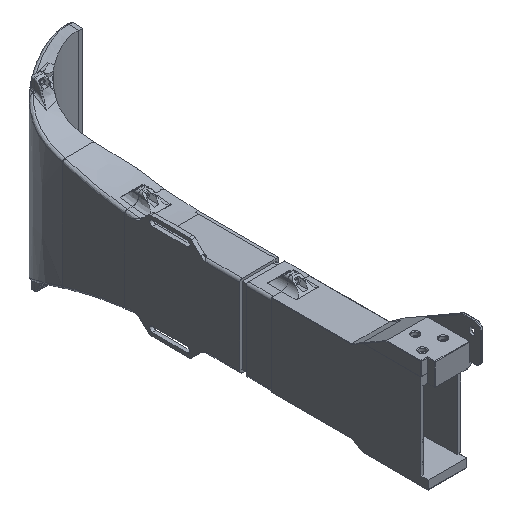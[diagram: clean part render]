
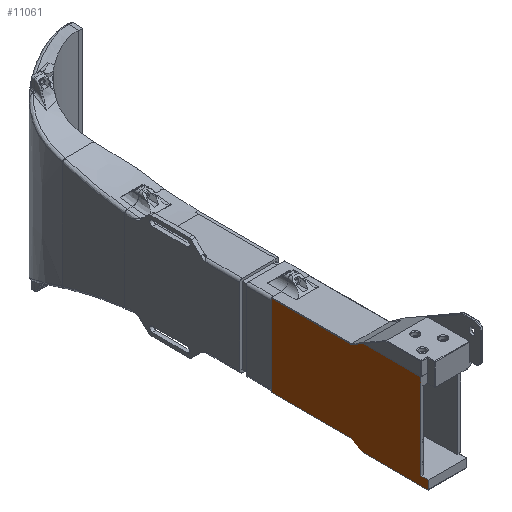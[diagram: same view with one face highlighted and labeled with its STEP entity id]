
A CAD part, isometric view. The second image highlights one B-rep face of the part: STEP entity #11061.
In plain terms, the highlighted face is planar.
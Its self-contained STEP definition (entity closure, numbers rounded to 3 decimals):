
#1040=CIRCLE('',#11938,0.4);
#1553=FACE_OUTER_BOUND('',#2192,.T.);
#2192=EDGE_LOOP('',(#9504,#9505,#9506,#9507,#9508,#9509,#9510,#9511,#9512,
#9513,#9514,#9515));
#3073=LINE('',#22814,#4058);
#3074=LINE('',#22818,#4059);
#3076=LINE('',#22824,#4061);
#3077=LINE('',#22826,#4062);
#3078=LINE('',#22828,#4063);
#3079=LINE('',#22830,#4064);
#3080=LINE('',#22832,#4065);
#3081=LINE('',#22836,#4066);
#3082=LINE('',#22838,#4067);
#3083=LINE('',#22840,#4068);
#3084=LINE('',#22841,#4069);
#4058=VECTOR('',#14222,10.);
#4059=VECTOR('',#14227,10.);
#4061=VECTOR('',#14233,10.);
#4062=VECTOR('',#14234,10.);
#4063=VECTOR('',#14235,10.);
#4064=VECTOR('',#14236,10.);
#4065=VECTOR('',#14237,10.);
#4066=VECTOR('',#14240,10.);
#4067=VECTOR('',#14241,10.);
#4068=VECTOR('',#14242,10.);
#4069=VECTOR('',#14243,10.);
#5142=VERTEX_POINT('',#22811);
#5143=VERTEX_POINT('',#22813);
#5144=VERTEX_POINT('',#22817);
#5146=VERTEX_POINT('',#22823);
#5147=VERTEX_POINT('',#22825);
#5148=VERTEX_POINT('',#22827);
#5149=VERTEX_POINT('',#22829);
#5150=VERTEX_POINT('',#22831);
#5151=VERTEX_POINT('',#22833);
#5152=VERTEX_POINT('',#22835);
#5153=VERTEX_POINT('',#22837);
#5154=VERTEX_POINT('',#22839);
#6632=EDGE_CURVE('',#5142,#5143,#3073,.T.);
#6634=EDGE_CURVE('',#5143,#5144,#3074,.T.);
#6637=EDGE_CURVE('',#5142,#5146,#3076,.T.);
#6638=EDGE_CURVE('',#5147,#5146,#3077,.T.);
#6639=EDGE_CURVE('',#5148,#5147,#3078,.T.);
#6640=EDGE_CURVE('',#5149,#5148,#3079,.T.);
#6641=EDGE_CURVE('',#5149,#5150,#3080,.T.);
#6642=EDGE_CURVE('',#5151,#5150,#1040,.T.);
#6643=EDGE_CURVE('',#5152,#5151,#3081,.T.);
#6644=EDGE_CURVE('',#5153,#5152,#3082,.T.);
#6645=EDGE_CURVE('',#5154,#5153,#3083,.T.);
#6646=EDGE_CURVE('',#5144,#5154,#3084,.T.);
#9504=ORIENTED_EDGE('',*,*,#6634,.F.);
#9505=ORIENTED_EDGE('',*,*,#6632,.F.);
#9506=ORIENTED_EDGE('',*,*,#6637,.T.);
#9507=ORIENTED_EDGE('',*,*,#6638,.F.);
#9508=ORIENTED_EDGE('',*,*,#6639,.F.);
#9509=ORIENTED_EDGE('',*,*,#6640,.F.);
#9510=ORIENTED_EDGE('',*,*,#6641,.T.);
#9511=ORIENTED_EDGE('',*,*,#6642,.F.);
#9512=ORIENTED_EDGE('',*,*,#6643,.F.);
#9513=ORIENTED_EDGE('',*,*,#6644,.F.);
#9514=ORIENTED_EDGE('',*,*,#6645,.F.);
#9515=ORIENTED_EDGE('',*,*,#6646,.F.);
#10550=PLANE('',#11937);
#11061=ADVANCED_FACE('',(#1553),#10550,.F.);
#11937=AXIS2_PLACEMENT_3D('',#22822,#14231,#14232);
#11938=AXIS2_PLACEMENT_3D('',#22834,#14238,#14239);
#14222=DIRECTION('',(0.,0.,-1.));
#14227=DIRECTION('',(0.,0.5,-0.866));
#14231=DIRECTION('center_axis',(-1.,0.,0.));
#14232=DIRECTION('ref_axis',(0.,0.,
-1.));
#14233=DIRECTION('',(0.,-1.,0.));
#14234=DIRECTION('',(0.,0.,1.));
#14235=DIRECTION('',(0.,1.,0.));
#14236=DIRECTION('',(0.,0.5,0.866));
#14237=DIRECTION('',(0.,0.,-1.));
#14238=DIRECTION('center_axis',(-1.,0.,0.));
#14239=DIRECTION('ref_axis',(0.,-0.707,-0.707));
#14240=DIRECTION('',(0.,-1.,0.));
#14241=DIRECTION('',(0.,0.,-1.));
#14242=DIRECTION('',(0.,-1.,0.));
#14243=DIRECTION('',(0.,0.,-1.));
#22811=CARTESIAN_POINT('',(265.,-96.99,-218.946));
#22813=CARTESIAN_POINT('',(265.,-96.99,-283.281));
#22814=CARTESIAN_POINT('',(265.,-96.99,-315.991));
#22817=CARTESIAN_POINT('',(265.,-91.59,-292.634));
#22818=CARTESIAN_POINT('',(265.,-100.338,-277.482));
#22822=CARTESIAN_POINT('Origin',(265.,-162.14,-283.035));
#22823=CARTESIAN_POINT('',(265.,-162.14,-218.946));
#22824=CARTESIAN_POINT('',(265.,-146.165,-218.946));
#22825=CARTESIAN_POINT('',(265.,-162.14,-283.174));
#22826=CARTESIAN_POINT('',(265.,-162.14,-282.491));
#22827=CARTESIAN_POINT('',(265.,-162.14,-283.174));
#22828=CARTESIAN_POINT('',(265.,-162.14,-283.174));
#22829=CARTESIAN_POINT('',(265.,-167.14,-291.834));
#22830=CARTESIAN_POINT('',(265.,-166.931,-291.474));
#22831=CARTESIAN_POINT('',(265.,-167.14,-344.546));
#22832=CARTESIAN_POINT('',(265.,-167.14,-218.946));
#22833=CARTESIAN_POINT('',(265.,-166.74,-344.946));
#22834=CARTESIAN_POINT('Origin',(265.,-166.74,-344.546));
#22835=CARTESIAN_POINT('',(265.,-160.14,-344.946));
#22836=CARTESIAN_POINT('',(265.,-162.14,-344.946));
#22837=CARTESIAN_POINT('',(265.,-160.14,-338.946));
#22838=CARTESIAN_POINT('',(265.,-160.14,-338.946));
#22839=CARTESIAN_POINT('',(265.,-91.59,-338.946));
#22840=CARTESIAN_POINT('',(265.,-145.752,-338.946));
#22841=CARTESIAN_POINT('',(265.,-91.59,-218.946));
